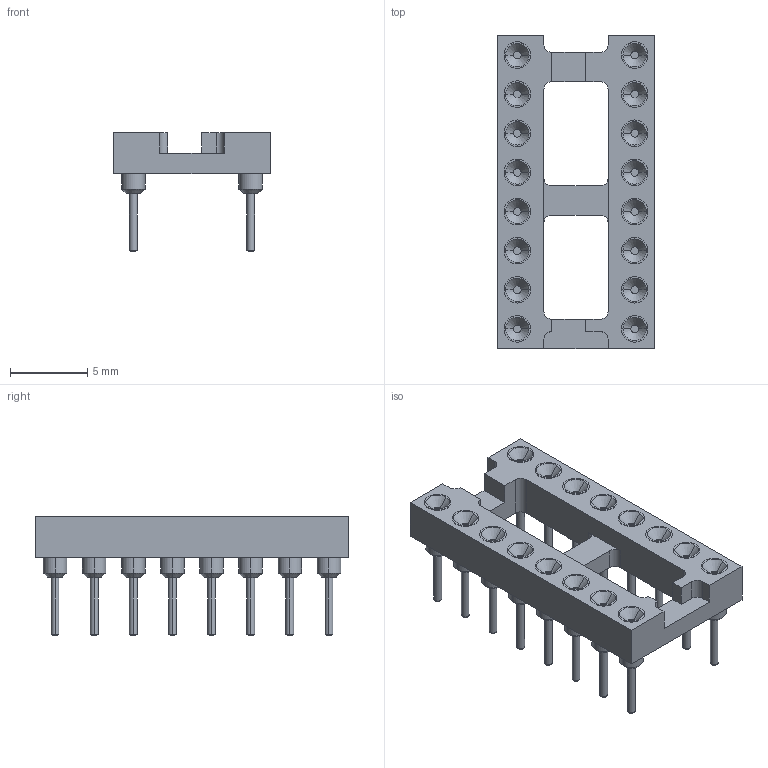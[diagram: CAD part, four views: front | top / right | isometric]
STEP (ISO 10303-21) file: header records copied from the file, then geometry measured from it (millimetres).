
FILE_DESCRIPTION (( 'STEP AP203' ), '1' );
FILE_NAME ('DIP_16_W7_62mm_Socket.step', '2019-10-07T21:40:07', ( '' ), ( '' ), 'SwSTEP 2.0', 'SolidWorks 2017', '' );
FILE_SCHEMA (( 'CONFIG_CONTROL_DESIGN' ));
Length unit declared in the file: millimetre
Products named in the file (2): DIP_16_W7_62mm_Socket; SOLID010
Assembly tree (1 placements, depth 2):
  DIP_16_W7_62mm_Socket
    SOLID010
Bounding box: 10.16 x 20.32 x 7.79 mm (x, y, z)
Volume: 398.7 mm3; surface area: 813.8 mm2
Topology: 1 solids, 1 shells, 327 faces, 690 edges, 427 vertices
Faces by surface type: cylinder 140, cone 96, plane 91
Entity records: 9012 total; most frequent: DIRECTION 1728, CARTESIAN_POINT 1448, ORIENTED_EDGE 1380, AXIS2_PLACEMENT_3D 707, EDGE_CURVE 690, VERTEX_POINT 427, EDGE_LOOP 393, CIRCLE 376
